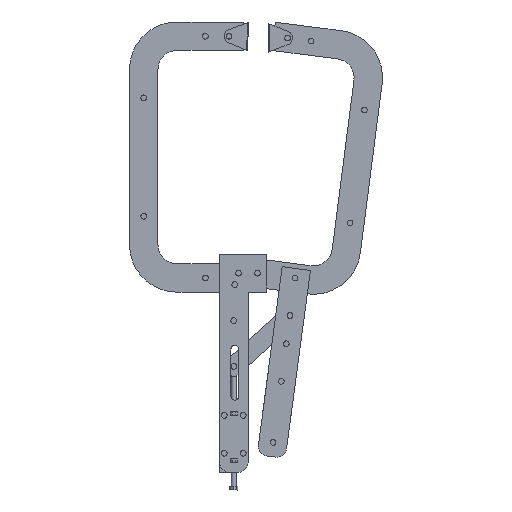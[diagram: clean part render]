
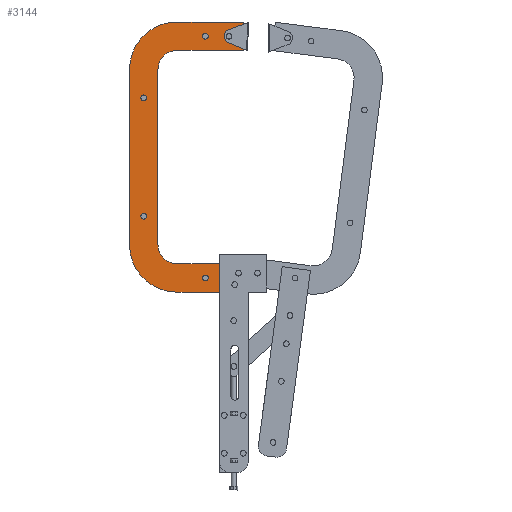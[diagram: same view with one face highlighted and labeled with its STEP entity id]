
A CAD part, front view. The second image highlights one B-rep face of the part: STEP entity #3144.
In plain terms, the highlighted planar face has unit normal (0, -1, 0).
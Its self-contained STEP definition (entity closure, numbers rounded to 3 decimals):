
#430=FACE_BOUND('',#786,.T.);
#431=FACE_BOUND('',#787,.T.);
#432=FACE_BOUND('',#788,.T.);
#433=FACE_BOUND('',#789,.T.);
#434=FACE_BOUND('',#790,.T.);
#435=FACE_BOUND('',#791,.T.);
#436=FACE_BOUND('',#792,.T.);
#437=FACE_BOUND('',#793,.T.);
#510=PLANE('',#3590);
#613=FACE_OUTER_BOUND('',#785,.T.);
#785=EDGE_LOOP('',(#2508,#2509,#2510,#2511,#2512,#2513,#2514,#2515,#2516,
#2517,#2518,#2519,#2520,#2521));
#786=EDGE_LOOP('',(#2522,#2523));
#787=EDGE_LOOP('',(#2524,#2525));
#788=EDGE_LOOP('',(#2526,#2527));
#789=EDGE_LOOP('',(#2528,#2529));
#790=EDGE_LOOP('',(#2530,#2531));
#791=EDGE_LOOP('',(#2532));
#792=EDGE_LOOP('',(#2533));
#793=EDGE_LOOP('',(#2534));
#1008=LINE('',#5127,#1258);
#1012=LINE('',#5135,#1262);
#1015=LINE('',#5141,#1265);
#1020=LINE('',#5156,#1270);
#1026=LINE('',#5171,#1276);
#1029=LINE('',#5183,#1279);
#1032=LINE('',#5189,#1282);
#1033=LINE('',#5191,#1283);
#1034=LINE('',#5193,#1284);
#1035=LINE('',#5194,#1285);
#1258=VECTOR('',#4119,10.);
#1262=VECTOR('',#4125,10.);
#1265=VECTOR('',#4130,10.);
#1270=VECTOR('',#4143,10.);
#1276=VECTOR('',#4157,10.);
#1279=VECTOR('',#4168,10.);
#1282=VECTOR('',#4173,10.);
#1283=VECTOR('',#4176,10.);
#1284=VECTOR('',#4177,10.);
#1285=VECTOR('',#4178,10.);
#1471=CIRCLE('',#3572,3.);
#1472=CIRCLE('',#3573,3.);
#1474=CIRCLE('',#3579,20.);
#1476=CIRCLE('',#3583,20.);
#1479=CIRCLE('',#3588,50.);
#1480=CIRCLE('',#3591,50.);
#1481=CIRCLE('',#3592,3.);
#1482=CIRCLE('',#3593,3.);
#1483=CIRCLE('',#3594,3.);
#1484=CIRCLE('',#3595,3.);
#1485=CIRCLE('',#3596,3.);
#1486=CIRCLE('',#3597,3.);
#1487=CIRCLE('',#3598,3.);
#1488=CIRCLE('',#3599,3.);
#1489=CIRCLE('',#3600,3.);
#1490=CIRCLE('',#3601,3.);
#1491=CIRCLE('',#3602,3.);
#1653=VERTEX_POINT('',#5117);
#1654=VERTEX_POINT('',#5118);
#1656=VERTEX_POINT('',#5125);
#1657=VERTEX_POINT('',#5126);
#1660=VERTEX_POINT('',#5134);
#1662=VERTEX_POINT('',#5140);
#1664=VERTEX_POINT('',#5146);
#1665=VERTEX_POINT('',#5147);
#1668=VERTEX_POINT('',#5155);
#1670=VERTEX_POINT('',#5161);
#1671=VERTEX_POINT('',#5162);
#1676=VERTEX_POINT('',#5176);
#1677=VERTEX_POINT('',#5178);
#1678=VERTEX_POINT('',#5182);
#1680=VERTEX_POINT('',#5188);
#1681=VERTEX_POINT('',#5192);
#1682=VERTEX_POINT('',#5195);
#1683=VERTEX_POINT('',#5196);
#1684=VERTEX_POINT('',#5199);
#1685=VERTEX_POINT('',#5200);
#1686=VERTEX_POINT('',#5203);
#1687=VERTEX_POINT('',#5204);
#1688=VERTEX_POINT('',#5207);
#1689=VERTEX_POINT('',#5208);
#1690=VERTEX_POINT('',#5211);
#1691=VERTEX_POINT('',#5213);
#1692=VERTEX_POINT('',#5215);
#1959=EDGE_CURVE('',#1653,#1654,#1471,.T.);
#1960=EDGE_CURVE('',#1654,#1653,#1472,.T.);
#1963=EDGE_CURVE('',#1656,#1657,#1008,.T.);
#1967=EDGE_CURVE('',#1657,#1660,#1012,.T.);
#1970=EDGE_CURVE('',#1656,#1662,#1015,.T.);
#1973=EDGE_CURVE('',#1664,#1665,#1474,.T.);
#1977=EDGE_CURVE('',#1665,#1668,#1020,.T.);
#1980=EDGE_CURVE('',#1670,#1671,#1476,.T.);
#1985=EDGE_CURVE('',#1671,#1664,#1026,.T.);
#1988=EDGE_CURVE('',#1676,#1677,#1479,.T.);
#1990=EDGE_CURVE('',#1677,#1678,#1029,.T.);
#1993=EDGE_CURVE('',#1680,#1676,#1032,.T.);
#1994=EDGE_CURVE('',#1662,#1680,#1480,.T.);
#1995=EDGE_CURVE('',#1668,#1660,#1033,.T.);
#1996=EDGE_CURVE('',#1681,#1670,#1034,.T.);
#1997=EDGE_CURVE('',#1678,#1681,#1035,.T.);
#1998=EDGE_CURVE('',#1682,#1683,#1481,.T.);
#1999=EDGE_CURVE('',#1683,#1682,#1482,.T.);
#2000=EDGE_CURVE('',#1684,#1685,#1483,.T.);
#2001=EDGE_CURVE('',#1685,#1684,#1484,.T.);
#2002=EDGE_CURVE('',#1686,#1687,#1485,.T.);
#2003=EDGE_CURVE('',#1687,#1686,#1486,.T.);
#2004=EDGE_CURVE('',#1688,#1689,#1487,.T.);
#2005=EDGE_CURVE('',#1689,#1688,#1488,.T.);
#2006=EDGE_CURVE('',#1690,#1690,#1489,.T.);
#2007=EDGE_CURVE('',#1691,#1691,#1490,.T.);
#2008=EDGE_CURVE('',#1692,#1692,#1491,.T.);
#2508=ORIENTED_EDGE('',*,*,#1988,.F.);
#2509=ORIENTED_EDGE('',*,*,#1993,.F.);
#2510=ORIENTED_EDGE('',*,*,#1994,.F.);
#2511=ORIENTED_EDGE('',*,*,#1970,.F.);
#2512=ORIENTED_EDGE('',*,*,#1963,.T.);
#2513=ORIENTED_EDGE('',*,*,#1967,.T.);
#2514=ORIENTED_EDGE('',*,*,#1995,.F.);
#2515=ORIENTED_EDGE('',*,*,#1977,.F.);
#2516=ORIENTED_EDGE('',*,*,#1973,.F.);
#2517=ORIENTED_EDGE('',*,*,#1985,.F.);
#2518=ORIENTED_EDGE('',*,*,#1980,.F.);
#2519=ORIENTED_EDGE('',*,*,#1996,.F.);
#2520=ORIENTED_EDGE('',*,*,#1997,.F.);
#2521=ORIENTED_EDGE('',*,*,#1990,.F.);
#2522=ORIENTED_EDGE('',*,*,#1959,.T.);
#2523=ORIENTED_EDGE('',*,*,#1960,.T.);
#2524=ORIENTED_EDGE('',*,*,#1998,.T.);
#2525=ORIENTED_EDGE('',*,*,#1999,.T.);
#2526=ORIENTED_EDGE('',*,*,#2000,.T.);
#2527=ORIENTED_EDGE('',*,*,#2001,.T.);
#2528=ORIENTED_EDGE('',*,*,#2002,.T.);
#2529=ORIENTED_EDGE('',*,*,#2003,.T.);
#2530=ORIENTED_EDGE('',*,*,#2004,.T.);
#2531=ORIENTED_EDGE('',*,*,#2005,.T.);
#2532=ORIENTED_EDGE('',*,*,#2006,.F.);
#2533=ORIENTED_EDGE('',*,*,#2007,.F.);
#2534=ORIENTED_EDGE('',*,*,#2008,.F.);
#3144=ADVANCED_FACE('',(#613,#430,#431,#432,#433,#434,#435,#436,#437),#510,
 .F.);
#3572=AXIS2_PLACEMENT_3D('',#5119,#4110,#4111);
#3573=AXIS2_PLACEMENT_3D('',#5120,#4112,#4113);
#3579=AXIS2_PLACEMENT_3D('',#5148,#4135,#4136);
#3583=AXIS2_PLACEMENT_3D('',#5163,#4148,#4149);
#3588=AXIS2_PLACEMENT_3D('',#5179,#4163,#4164);
#3590=AXIS2_PLACEMENT_3D('',#5187,#4171,#4172);
#3591=AXIS2_PLACEMENT_3D('',#5190,#4174,#4175);
#3592=AXIS2_PLACEMENT_3D('',#5197,#4179,#4180);
#3593=AXIS2_PLACEMENT_3D('',#5198,#4181,#4182);
#3594=AXIS2_PLACEMENT_3D('',#5201,#4183,#4184);
#3595=AXIS2_PLACEMENT_3D('',#5202,#4185,#4186);
#3596=AXIS2_PLACEMENT_3D('',#5205,#4187,#4188);
#3597=AXIS2_PLACEMENT_3D('',#5206,#4189,#4190);
#3598=AXIS2_PLACEMENT_3D('',#5209,#4191,#4192);
#3599=AXIS2_PLACEMENT_3D('',#5210,#4193,#4194);
#3600=AXIS2_PLACEMENT_3D('',#5212,#4195,#4196);
#3601=AXIS2_PLACEMENT_3D('',#5214,#4197,#4198);
#3602=AXIS2_PLACEMENT_3D('',#5216,#4199,#4200);
#4110=DIRECTION('center_axis',(0.,1.,0.));
#4111=DIRECTION('ref_axis',(1.,0.,0.));
#4112=DIRECTION('center_axis',(0.,1.,0.));
#4113=DIRECTION('ref_axis',(1.,0.,0.));
#4119=DIRECTION('',(0.,0.,-1.));
#4125=DIRECTION('',(1.,0.,0.));
#4130=DIRECTION('',(-1.,0.,0.));
#4135=DIRECTION('center_axis',(0.,-1.,0.));
#4136=DIRECTION('ref_axis',(-0.707,0.,-0.707));
#4143=DIRECTION('',(1.,0.,0.));
#4148=DIRECTION('center_axis',(0.,-1.,0.));
#4149=DIRECTION('ref_axis',(-0.707,0.,0.707));
#4157=DIRECTION('',(0.,0.,-1.));
#4163=DIRECTION('center_axis',(0.,1.,0.));
#4164=DIRECTION('ref_axis',(-0.707,0.,0.707));
#4168=DIRECTION('',(1.,0.,0.));
#4171=DIRECTION('center_axis',(0.,1.,0.));
#4172=DIRECTION('ref_axis',(0.,0.,1.));
#4173=DIRECTION('',(0.,0.,1.));
#4174=DIRECTION('center_axis',(0.,1.,0.));
#4175=DIRECTION('ref_axis',(-0.707,0.,-0.707));
#4176=DIRECTION('',(0.,0.,-1.));
#4177=DIRECTION('',(-1.,0.,0.));
#4178=DIRECTION('',(0.,0.,-1.));
#4179=DIRECTION('center_axis',(0.,1.,0.));
#4180=DIRECTION('ref_axis',(1.,0.,0.));
#4181=DIRECTION('center_axis',(0.,1.,0.));
#4182=DIRECTION('ref_axis',(1.,0.,0.));
#4183=DIRECTION('center_axis',(0.,1.,0.));
#4184=DIRECTION('ref_axis',(1.,0.,0.));
#4185=DIRECTION('center_axis',(0.,1.,0.));
#4186=DIRECTION('ref_axis',(1.,0.,0.));
#4187=DIRECTION('center_axis',(0.,1.,0.));
#4188=DIRECTION('ref_axis',(1.,0.,0.));
#4189=DIRECTION('center_axis',(0.,1.,0.));
#4190=DIRECTION('ref_axis',(1.,0.,0.));
#4191=DIRECTION('center_axis',(0.,1.,0.));
#4192=DIRECTION('ref_axis',(1.,0.,0.));
#4193=DIRECTION('center_axis',(0.,1.,0.));
#4194=DIRECTION('ref_axis',(1.,0.,0.));
#4195=DIRECTION('center_axis',(0.,-1.,0.));
#4196=DIRECTION('ref_axis',(1.,0.,0.));
#4197=DIRECTION('center_axis',(0.,-1.,0.));
#4198=DIRECTION('ref_axis',(1.,0.,0.));
#4199=DIRECTION('center_axis',(0.,-1.,0.));
#4200=DIRECTION('ref_axis',(1.,0.,0.));
#5117=CARTESIAN_POINT('',(-7.,0.,-30.008));
#5118=CARTESIAN_POINT('',(-13.,0.,-30.008));
#5119=CARTESIAN_POINT('Origin',(-10.,0.,-30.008));
#5120=CARTESIAN_POINT('Origin',(-10.,0.,-30.008));
#5125=CARTESIAN_POINT('',(-25.,0.,0.));
#5126=CARTESIAN_POINT('',(-25.,0.,-40.));
#5127=CARTESIAN_POINT('',(-25.,0.,0.));
#5134=CARTESIAN_POINT('',(0.,0.,-40.));
#5135=CARTESIAN_POINT('',(-25.,0.,-40.));
#5140=CARTESIAN_POINT('',(-70.,0.,0.));
#5141=CARTESIAN_POINT('',(0.,0.,0.));
#5146=CARTESIAN_POINT('',(-90.,0.,50.));
#5147=CARTESIAN_POINT('',(-70.,0.,30.));
#5148=CARTESIAN_POINT('Origin',(-70.,0.,50.));
#5155=CARTESIAN_POINT('',(0.,0.,30.));
#5156=CARTESIAN_POINT('',(-90.,0.,30.));
#5161=CARTESIAN_POINT('',(-70.,0.,255.));
#5162=CARTESIAN_POINT('',(-90.,0.,235.));
#5163=CARTESIAN_POINT('Origin',(-70.,0.,235.));
#5171=CARTESIAN_POINT('',(-90.,0.,255.));
#5176=CARTESIAN_POINT('',(-120.,0.,235.));
#5178=CARTESIAN_POINT('',(-70.,0.,285.));
#5179=CARTESIAN_POINT('Origin',(-70.,0.,235.));
#5182=CARTESIAN_POINT('',(0.,0.,285.));
#5183=CARTESIAN_POINT('',(-120.,0.,285.));
#5187=CARTESIAN_POINT('Origin',(-60.,0.,142.5));
#5188=CARTESIAN_POINT('',(-120.,0.,50.));
#5189=CARTESIAN_POINT('',(-120.,0.,0.));
#5190=CARTESIAN_POINT('Origin',(-70.,0.,50.));
#5191=CARTESIAN_POINT('',(0.,0.,30.));
#5192=CARTESIAN_POINT('',(0.,0.,255.));
#5193=CARTESIAN_POINT('',(0.,0.,255.));
#5194=CARTESIAN_POINT('',(0.,0.,285.));
#5195=CARTESIAN_POINT('',(-102.,0.,80.));
#5196=CARTESIAN_POINT('',(-108.,0.,80.));
#5197=CARTESIAN_POINT('Origin',(-105.,0.,80.));
#5198=CARTESIAN_POINT('Origin',(-105.,0.,80.));
#5199=CARTESIAN_POINT('',(-37.,0.,270.));
#5200=CARTESIAN_POINT('',(-43.,0.,270.));
#5201=CARTESIAN_POINT('Origin',(-40.,0.,270.));
#5202=CARTESIAN_POINT('Origin',(-40.,0.,270.));
#5203=CARTESIAN_POINT('',(-37.,0.,15.));
#5204=CARTESIAN_POINT('',(-43.,0.,15.));
#5205=CARTESIAN_POINT('Origin',(-40.,0.,15.));
#5206=CARTESIAN_POINT('Origin',(-40.,0.,15.));
#5207=CARTESIAN_POINT('',(-102.,0.,205.));
#5208=CARTESIAN_POINT('',(-108.,0.,205.));
#5209=CARTESIAN_POINT('Origin',(-105.,0.,205.));
#5210=CARTESIAN_POINT('Origin',(-105.,0.,205.));
#5211=CARTESIAN_POINT('',(-8.,0.,20.));
#5212=CARTESIAN_POINT('Origin',(-5.,0.,20.));
#5213=CARTESIAN_POINT('',(-18.,0.,270.));
#5214=CARTESIAN_POINT('Origin',(-15.,0.,270.));
#5215=CARTESIAN_POINT('',(-12.,0.,8.));
#5216=CARTESIAN_POINT('Origin',(-9.,0.,8.));
